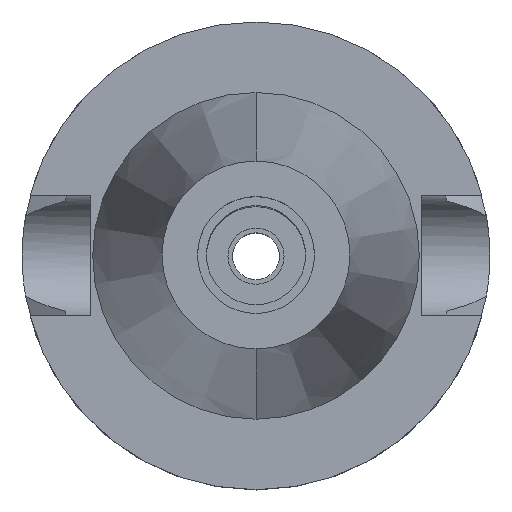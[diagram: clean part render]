
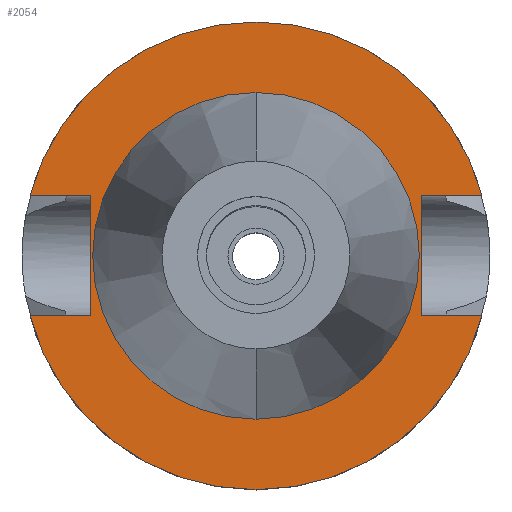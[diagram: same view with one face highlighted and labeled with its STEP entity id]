
A CAD part, top view. The second image highlights one B-rep face of the part: STEP entity #2054.
In plain terms, the highlighted planar face has unit normal (0, 0, 1).
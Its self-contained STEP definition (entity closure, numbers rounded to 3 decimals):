
#690=DIRECTION('',(1.,0.,0.));
#691=VECTOR('',#690,12.921);
#692=CARTESIAN_POINT('',(35.4,12.85,-1.5));
#693=LINE('',#692,#691);
#737=DIRECTION('',(0.,1.,0.));
#738=VECTOR('',#737,25.7);
#739=CARTESIAN_POINT('',(-35.4,-12.85,-1.5));
#740=LINE('',#739,#738);
#744=DIRECTION('',(-1.,0.,0.));
#745=VECTOR('',#744,12.921);
#746=CARTESIAN_POINT('',(-35.4,12.85,-1.5));
#747=LINE('',#746,#745);
#751=CARTESIAN_POINT('',(0.,0.,-1.5));
#752=DIRECTION('',(0.,0.,-1.));
#753=DIRECTION('',(-0.966,0.257,0.));
#754=AXIS2_PLACEMENT_3D('',#751,#752,#753);
#759=CARTESIAN_POINT('',(0.,0.,-1.5));
#760=DIRECTION('',(0.,0.,-1.));
#761=DIRECTION('',(0.,1.,0.));
#762=AXIS2_PLACEMENT_3D('',#759,#760,#761);
#767=DIRECTION('',(0.,-1.,0.));
#768=VECTOR('',#767,25.7);
#769=CARTESIAN_POINT('',(35.4,12.85,-1.5));
#770=LINE('',#769,#768);
#774=DIRECTION('',(1.,0.,0.));
#775=VECTOR('',#774,12.921);
#776=CARTESIAN_POINT('',(35.4,-12.85,-1.5));
#777=LINE('',#776,#775);
#781=CARTESIAN_POINT('',(0.,0.,-1.5));
#782=DIRECTION('',(0.,0.,-1.));
#783=DIRECTION('',(0.966,-0.257,0.));
#784=AXIS2_PLACEMENT_3D('',#781,#782,#783);
#789=CARTESIAN_POINT('',(0.,0.,-1.5));
#790=DIRECTION('',(0.,0.,-1.));
#791=DIRECTION('',(0.,-1.,0.));
#792=AXIS2_PLACEMENT_3D('',#789,#790,#791);
#797=CARTESIAN_POINT('',(0.,0.,-1.5));
#798=DIRECTION('',(0.,0.,1.));
#799=DIRECTION('',(0.,-1.,0.));
#800=AXIS2_PLACEMENT_3D('',#797,#798,#799);
#805=CARTESIAN_POINT('',(0.,0.,-1.5));
#806=DIRECTION('',(0.,0.,1.));
#807=DIRECTION('',(0.,1.,0.));
#808=AXIS2_PLACEMENT_3D('',#805,#806,#807);
#843=DIRECTION('',(-1.,0.,0.));
#844=VECTOR('',#843,12.921);
#845=CARTESIAN_POINT('',(-35.4,-12.85,-1.5));
#846=LINE('',#845,#844);
#1361=CARTESIAN_POINT('',(-35.4,-12.85,-1.5));
#1362=VERTEX_POINT('',#1361);
#1363=CARTESIAN_POINT('',(-48.321,-12.85,-1.5));
#1364=VERTEX_POINT('',#1363);
#1367=CARTESIAN_POINT('',(-35.4,12.85,-1.5));
#1368=VERTEX_POINT('',#1367);
#1369=CARTESIAN_POINT('',(-48.321,12.85,-1.5));
#1370=VERTEX_POINT('',#1369);
#1371=CARTESIAN_POINT('',(0.,50.,-1.5));
#1372=CARTESIAN_POINT('',(48.321,12.85,-1.5));
#1373=VERTEX_POINT('',#1371);
#1374=VERTEX_POINT('',#1372);
#1375=CARTESIAN_POINT('',(35.4,12.85,-1.5));
#1376=VERTEX_POINT('',#1375);
#1377=CARTESIAN_POINT('',(35.4,-12.85,-1.5));
#1378=VERTEX_POINT('',#1377);
#1379=CARTESIAN_POINT('',(48.321,-12.85,-1.5));
#1380=VERTEX_POINT('',#1379);
#1381=CARTESIAN_POINT('',(0.,-50.,-1.5));
#1382=VERTEX_POINT('',#1381);
#1383=CARTESIAN_POINT('',(0.,-34.925,-1.5));
#1384=CARTESIAN_POINT('',(0.,34.925,-1.5));
#1385=VERTEX_POINT('',#1383);
#1386=VERTEX_POINT('',#1384);
#2023=CARTESIAN_POINT('',(0.,0.,-1.5));
#2024=DIRECTION('',(0.,0.,-1.));
#2025=DIRECTION('',(0.,-1.,0.));
#2026=AXIS2_PLACEMENT_3D('',#2023,#2024,#2025);
#2027=PLANE('',#2026);
#2029=ORIENTED_EDGE('',*,*,#2028,.T.);
#2031=ORIENTED_EDGE('',*,*,#2030,.T.);
#2033=ORIENTED_EDGE('',*,*,#2032,.T.);
#2035=ORIENTED_EDGE('',*,*,#2034,.T.);
#2036=ORIENTED_EDGE('',*,*,#1999,.F.);
#2037=ORIENTED_EDGE('',*,*,#2013,.T.);
#2039=ORIENTED_EDGE('',*,*,#2038,.T.);
#2041=ORIENTED_EDGE('',*,*,#2040,.T.);
#2043=ORIENTED_EDGE('',*,*,#2042,.T.);
#2045=ORIENTED_EDGE('',*,*,#2044,.F.);
#2046=EDGE_LOOP('',(#2029,#2031,#2033,#2035,#2036,#2037,#2039,#2041,#2043,
#2045));
#2047=FACE_OUTER_BOUND('',#2046,.F.);
#2049=ORIENTED_EDGE('',*,*,#2048,.T.);
#2051=ORIENTED_EDGE('',*,*,#2050,.T.);
#2052=EDGE_LOOP('',(#2049,#2051));
#2053=FACE_BOUND('',#2052,.F.);
#755=CIRCLE('',#754,50.);
#763=CIRCLE('',#762,50.);
#785=CIRCLE('',#784,50.);
#793=CIRCLE('',#792,50.);
#801=CIRCLE('',#800,34.925);
#809=CIRCLE('',#808,34.925);
#1999=EDGE_CURVE('',#1376,#1374,#693,.T.);
#2013=EDGE_CURVE('',#1376,#1378,#770,.T.);
#2028=EDGE_CURVE('',#1362,#1368,#740,.T.);
#2030=EDGE_CURVE('',#1368,#1370,#747,.T.);
#2032=EDGE_CURVE('',#1370,#1373,#755,.T.);
#2034=EDGE_CURVE('',#1373,#1374,#763,.T.);
#2038=EDGE_CURVE('',#1378,#1380,#777,.T.);
#2040=EDGE_CURVE('',#1380,#1382,#785,.T.);
#2042=EDGE_CURVE('',#1382,#1364,#793,.T.);
#2044=EDGE_CURVE('',#1362,#1364,#846,.T.);
#2048=EDGE_CURVE('',#1385,#1386,#801,.T.);
#2050=EDGE_CURVE('',#1386,#1385,#809,.T.);
#2054=ADVANCED_FACE('',(#2047,#2053),#2027,.F.);
